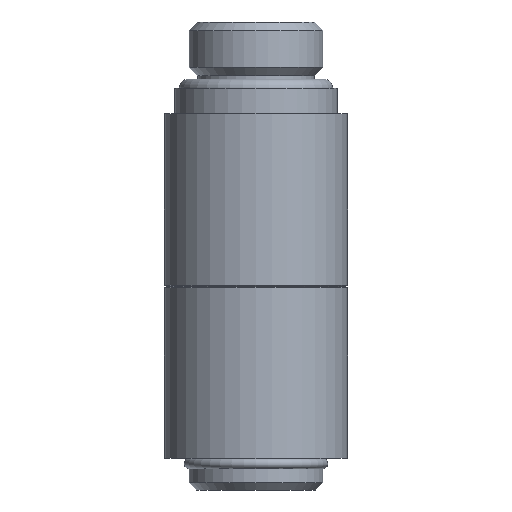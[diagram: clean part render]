
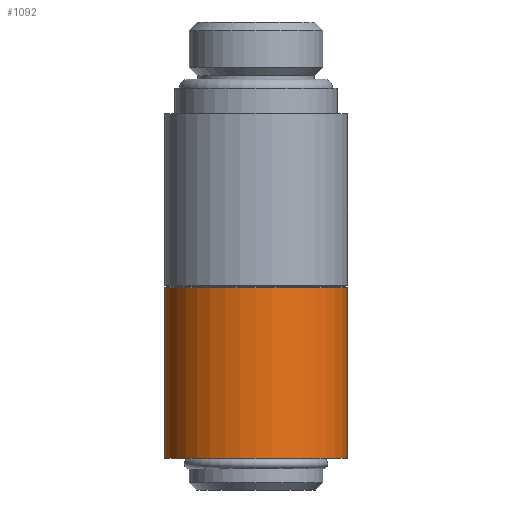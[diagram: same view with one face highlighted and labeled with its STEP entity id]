
A CAD part, front view. The second image highlights one B-rep face of the part: STEP entity #1092.
In plain terms, the highlighted cylindrical face has radius 9 mm (diameter 18 mm), a full revolution.
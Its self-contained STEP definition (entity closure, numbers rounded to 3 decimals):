
#84=B_SPLINE_CURVE_WITH_KNOTS('',3,(#1524,#1525,#1526,#1527,#1528,#1529,
#1530,#1531,#1532,#1533,#1534,#1535,#1536,#1537,#1538,#1539,#1540,#1541,
#1542),.UNSPECIFIED.,.T.,.F.,(1,1,1,1,1,1,1,1,1,1,1,1,1,1,1,1,1,1,1,1,1,
1,1),(-0.007,-0.004,-0.002,0.,
0.002,0.004,0.007,0.009,
0.011,0.013,0.015,0.018,
0.02,0.022,0.024,0.026,
0.029,0.031,0.033,0.035,
0.037,0.04,0.042),.UNSPECIFIED.);
#101=ORIENTED_EDGE('',*,*,#247,.F.);
#102=ORIENTED_EDGE('',*,*,#248,.T.);
#103=ORIENTED_EDGE('',*,*,#249,.F.);
#247=EDGE_CURVE('',#320,#320,#383,.T.);
#248=EDGE_CURVE('',#321,#321,#384,.T.);
#249=EDGE_CURVE('',#322,#322,#84,.T.);
#320=VERTEX_POINT('',#1521);
#321=VERTEX_POINT('',#1523);
#322=VERTEX_POINT('',#1543);
#383=CIRCLE('',#1163,9.);
#384=CIRCLE('',#1164,9.);
#434=EDGE_LOOP('',(#101));
#435=EDGE_LOOP('',(#102));
#436=EDGE_LOOP('',(#103));
#547=FACE_BOUND('',#434,.T.);
#548=FACE_BOUND('',#435,.T.);
#549=FACE_BOUND('',#436,.T.);
#658=CYLINDRICAL_SURFACE('',#1162,9.);
#1092=ADVANCED_FACE('',(#547,#548,#549),#658,.T.);
#1162=AXIS2_PLACEMENT_3D('',#1519,#1284,#1285);
#1163=AXIS2_PLACEMENT_3D('',#1520,#1286,#1287);
#1164=AXIS2_PLACEMENT_3D('',#1522,#1288,#1289);
#1284=DIRECTION('',(0.,0.,1.));
#1285=DIRECTION('',(0.,-1.,0.));
#1286=DIRECTION('',(0.,0.,1.));
#1287=DIRECTION('',(0.,-1.,0.));
#1288=DIRECTION('',(0.,0.,1.));
#1289=DIRECTION('',(0.,-1.,0.));
#1519=CARTESIAN_POINT('',(0.,0.,26.));
#1520=CARTESIAN_POINT('',(0.,0.,-0.115));
#1521=CARTESIAN_POINT('',(0.,-9.,-0.115));
#1522=CARTESIAN_POINT('',(0.,0.,-16.9));
#1523=CARTESIAN_POINT('',(0.,-9.,-16.9));
#1524=CARTESIAN_POINT('',(-5.186,7.379,-10.724));
#1525=CARTESIAN_POINT('',(-5.656,6.998,-8.495));
#1526=CARTESIAN_POINT('',(-5.192,7.375,-6.294));
#1527=CARTESIAN_POINT('',(-3.996,8.122,-4.532));
#1528=CARTESIAN_POINT('',(-2.229,8.802,-3.316));
#1529=CARTESIAN_POINT('',(-0.026,9.097,-2.846));
#1530=CARTESIAN_POINT('',(2.2,8.811,-3.3));
#1531=CARTESIAN_POINT('',(3.981,8.13,-4.517));
#1532=CARTESIAN_POINT('',(5.18,7.383,-6.266));
#1533=CARTESIAN_POINT('',(5.655,6.998,-8.477));
#1534=CARTESIAN_POINT('',(5.199,7.369,-10.693));
#1535=CARTESIAN_POINT('',(4.003,8.118,-12.462));
#1536=CARTESIAN_POINT('',(2.234,8.802,-13.683));
#1537=CARTESIAN_POINT('',(0.022,9.097,-14.154));
#1538=CARTESIAN_POINT('',(-2.202,8.811,-13.699));
#1539=CARTESIAN_POINT('',(-3.987,8.127,-12.478));
#1540=CARTESIAN_POINT('',(-5.186,7.379,-10.724));
#1541=CARTESIAN_POINT('',(-5.656,6.998,-8.495));
#1542=CARTESIAN_POINT('',(-5.192,7.375,-6.294));
#1543=CARTESIAN_POINT('',(-5.5,7.124,-8.5));
